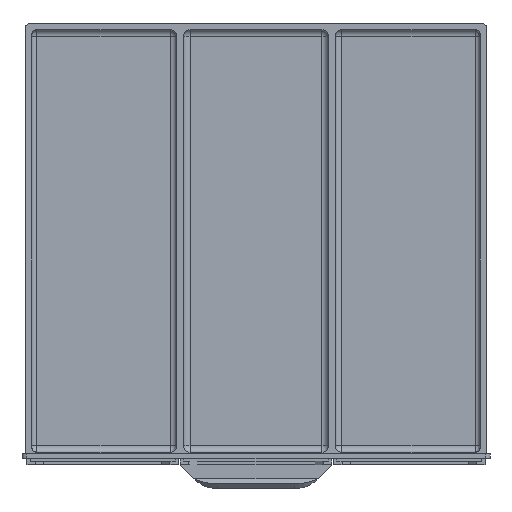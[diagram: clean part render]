
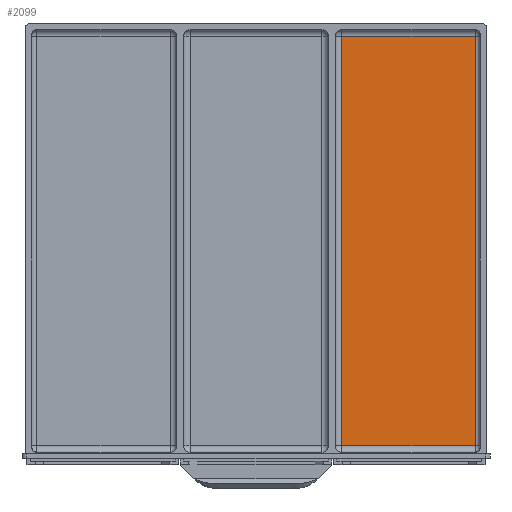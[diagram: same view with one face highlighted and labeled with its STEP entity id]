
A CAD part, top view. The second image highlights one B-rep face of the part: STEP entity #2099.
In plain terms, the highlighted planar face has unit normal (0, 0, 1).
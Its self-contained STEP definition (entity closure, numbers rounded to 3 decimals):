
#160=FACE_OUTER_BOUND('',#286,.T.);
#286=EDGE_LOOP('',(#1433,#1434,#1435,#1436));
#410=LINE('',#3133,#647);
#413=LINE('',#3141,#650);
#417=LINE('',#3150,#654);
#419=LINE('',#3153,#656);
#647=VECTOR('',#2482,10.);
#650=VECTOR('',#2491,10.);
#654=VECTOR('',#2501,10.);
#656=VECTOR('',#2505,10.);
#885=VERTEX_POINT('',#3093);
#888=VERTEX_POINT('',#3109);
#892=VERTEX_POINT('',#3118);
#895=VERTEX_POINT('',#3125);
#1096=EDGE_CURVE('',#895,#888,#410,.T.);
#1100=EDGE_CURVE('',#892,#895,#413,.T.);
#1105=EDGE_CURVE('',#885,#892,#417,.T.);
#1107=EDGE_CURVE('',#888,#885,#419,.T.);
#1433=ORIENTED_EDGE('',*,*,#1096,.F.);
#1434=ORIENTED_EDGE('',*,*,#1100,.F.);
#1435=ORIENTED_EDGE('',*,*,#1105,.F.);
#1436=ORIENTED_EDGE('',*,*,#1107,.F.);
#2013=PLANE('',#2261);
#2099=ADVANCED_FACE('',(#160),#2013,.F.);
#2261=AXIS2_PLACEMENT_3D('',#3152,#2503,#2504);
#2482=DIRECTION('',(1.,0.,0.));
#2491=DIRECTION('',(0.,1.,0.));
#2501=DIRECTION('',(-1.,0.,0.));
#2503=DIRECTION('center_axis',(0.,0.,-1.));
#2504=DIRECTION('ref_axis',(-1.,0.,0.));
#2505=DIRECTION('',(0.,-1.,0.));
#3093=CARTESIAN_POINT('',(65.89,-61.471,-7.1));
#3109=CARTESIAN_POINT('',(65.89,61.471,-7.1));
#3118=CARTESIAN_POINT('',(25.744,-61.471,-7.1));
#3125=CARTESIAN_POINT('',(25.744,61.471,-7.1));
#3133=CARTESIAN_POINT('',(34.655,61.471,-7.1));
#3141=CARTESIAN_POINT('',(25.744,-31.736,-7.1));
#3150=CARTESIAN_POINT('',(-34.655,-61.471,-7.1));
#3152=CARTESIAN_POINT('Origin',(0.,0.,-7.1));
#3153=CARTESIAN_POINT('',(65.89,-32.696,-7.1));
